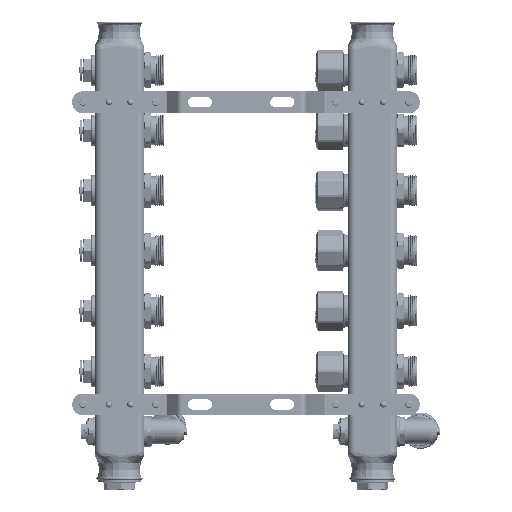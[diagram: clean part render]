
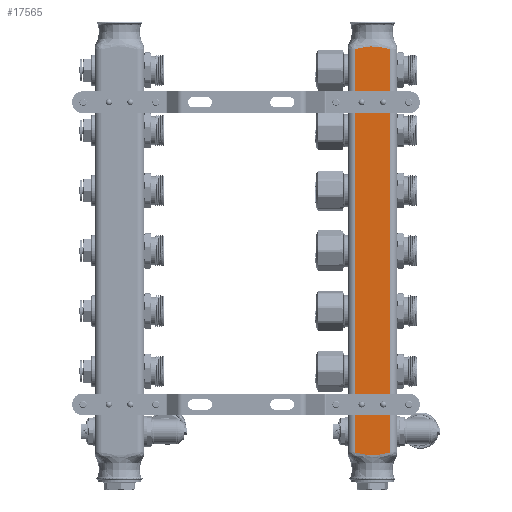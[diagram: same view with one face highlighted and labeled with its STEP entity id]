
A CAD part, front view. The second image highlights one B-rep face of the part: STEP entity #17565.
In plain terms, the highlighted face is planar.
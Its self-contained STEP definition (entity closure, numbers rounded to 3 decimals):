
#973 = CARTESIAN_POINT ( 'NONE',  ( 19.5, 4.893, -358.39 ) ) ;
#1655 = AXIS2_PLACEMENT_3D ( 'NONE', #25973, #19379, #55437 ) ;
#2454 = CARTESIAN_POINT ( 'NONE',  ( 19.5, 6.705, -19.908 ) ) ;
#3483 = LINE ( 'NONE', #85971, #10256 ) ;
#3698 = B_SPLINE_CURVE_WITH_KNOTS ( 'NONE', 3,
 ( #74286, #73979, #45434, #16300, #88443, #9684, #59845, #67713, #37932, #2454, #24444, #60441, #24149, #60151, #88133, #23534, #73677, #9058, #17221, #45130, #24738, #74896, #38219, #30748, #52645, #31962, #16904, #59230, #67091, #31341 ),
 .UNSPECIFIED., .F., .F.,
 ( 4, 2, 2, 2, 2, 2, 2, 2, 2, 2, 2, 2, 2, 2, 4 ),
 ( 0., 0.002, 0.003, 0.004, 0.007, 0.009, 0.011, 0.015, 0.018, 0.02, 0.022, 0.026, 0.027, 0.028, 0.029 ),
 .UNSPECIFIED. ) ;
#6972 = CARTESIAN_POINT ( 'NONE',  ( 19.5, 14.5, -356.426 ) ) ;
#9058 = CARTESIAN_POINT ( 'NONE',  ( 19.5, -4.27, -19.529 ) ) ;
#9684 = CARTESIAN_POINT ( 'NONE',  ( 19.5, 11.521, -20.849 ) ) ;
#10256 = VECTOR ( 'NONE', #86273, 1000. ) ;
#11574 = EDGE_CURVE ( 'NONE', #52814, #24503, #3698, .T. ) ;
#12016 = CARTESIAN_POINT ( 'NONE',  ( 19.5, 6.705, -358.092 ) ) ;
#12978 = CARTESIAN_POINT ( 'NONE',  ( 19.5, -12.419, -356.972 ) ) ;
#14749 = CARTESIAN_POINT ( 'NONE',  ( 19.5, 14.5, -356.426 ) ) ;
#15873 = CARTESIAN_POINT ( 'NONE',  ( 19.5, -11.215, -357.208 ) ) ;
#16300 = CARTESIAN_POINT ( 'NONE',  ( 19.5, 12.423, -21.029 ) ) ;
#16666 = CARTESIAN_POINT ( 'NONE',  ( 19.5, -14.5, -21.574 ) ) ;
#16729 = CARTESIAN_POINT ( 'NONE',  ( 19.5, -14.5, -189. ) ) ;
#16904 = CARTESIAN_POINT ( 'NONE',  ( 19.5, -12.419, -21.028 ) ) ;
#17003 = ORIENTED_EDGE ( 'NONE', *, *, #52273, .F. ) ;
#17221 = CARTESIAN_POINT ( 'NONE',  ( 19.5, -4.878, -19.608 ) ) ;
#17565 = ADVANCED_FACE ( 'NONE', ( #31523 ), #47261, .F. ) ;
#19379 = DIRECTION ( 'NONE',  ( -1., 0., 0. ) ) ;
#19926 = CARTESIAN_POINT ( 'NONE',  ( 19.5, -14.5, -356.426 ) ) ;
#20236 = CARTESIAN_POINT ( 'NONE',  ( 19.5, -13.313, -356.748 ) ) ;
#22144 = CARTESIAN_POINT ( 'NONE',  ( 19.5, 9.712, -357.491 ) ) ;
#23534 = CARTESIAN_POINT ( 'NONE',  ( 19.5, -1.22, -19.287 ) ) ;
#24149 = CARTESIAN_POINT ( 'NONE',  ( 19.5, 4.287, -19.531 ) ) ;
#24444 = CARTESIAN_POINT ( 'NONE',  ( 19.5, 6.103, -19.798 ) ) ;
#24503 = VERTEX_POINT ( 'NONE', #16666 ) ;
#24738 = CARTESIAN_POINT ( 'NONE',  ( 19.5, -6.697, -19.907 ) ) ;
#25973 = CARTESIAN_POINT ( 'NONE',  ( 19.5, 14.5, -189. ) ) ;
#26212 = ORIENTED_EDGE ( 'NONE', *, *, #85966, .F. ) ;
#27415 = CARTESIAN_POINT ( 'NONE',  ( 19.5, 6.103, -358.202 ) ) ;
#29862 = B_SPLINE_CURVE_WITH_KNOTS ( 'NONE', 3,
 ( #6972, #85127, #49663, #35536, #61666, #71401, #57274, #22144, #39007, #12016, #27415, #973, #62402, #42323, #65829, #59488, #79925, #73933, #82678, #73218, #83875, #75620, #72525, #15873, #74516, #91105, #12978, #20236, #41547, #19926 ),
 .UNSPECIFIED., .F., .F.,
 ( 4, 2, 2, 2, 2, 2, 2, 2, 2, 2, 2, 2, 2, 2, 4 ),
 ( 0., 0.002, 0.003, 0.004, 0.007, 0.009, 0.011, 0.015, 0.018, 0.02, 0.022, 0.026, 0.027, 0.028, 0.029 ),
 .UNSPECIFIED. ) ;
#30748 = CARTESIAN_POINT ( 'NONE',  ( 19.5, -11.215, -20.792 ) ) ;
#31341 = CARTESIAN_POINT ( 'NONE',  ( 19.5, -14.5, -21.574 ) ) ;
#31523 = FACE_OUTER_BOUND ( 'NONE', #71016, .T. ) ;
#31962 = CARTESIAN_POINT ( 'NONE',  ( 19.5, -12.121, -20.957 ) ) ;
#33867 = VECTOR ( 'NONE', #51560, 1000. ) ;
#35536 = CARTESIAN_POINT ( 'NONE',  ( 19.5, 12.423, -356.971 ) ) ;
#37932 = CARTESIAN_POINT ( 'NONE',  ( 19.5, 8.511, -20.258 ) ) ;
#38219 = CARTESIAN_POINT ( 'NONE',  ( 19.5, -9.706, -20.508 ) ) ;
#39007 = CARTESIAN_POINT ( 'NONE',  ( 19.5, 8.511, -357.742 ) ) ;
#41547 = CARTESIAN_POINT ( 'NONE',  ( 19.5, -13.907, -356.589 ) ) ;
#42323 = CARTESIAN_POINT ( 'NONE',  ( 19.5, 2.461, -358.655 ) ) ;
#43072 = EDGE_CURVE ( 'NONE', #44125, #52814, #3483, .T. ) ;
#44125 = VERTEX_POINT ( 'NONE', #14749 ) ;
#44186 = ORIENTED_EDGE ( 'NONE', *, *, #43072, .T. ) ;
#45130 = CARTESIAN_POINT ( 'NONE',  ( 19.5, -6.093, -19.796 ) ) ;
#45434 = CARTESIAN_POINT ( 'NONE',  ( 19.5, 13.315, -21.252 ) ) ;
#47261 = PLANE ( 'NONE',  #1655 ) ;
#49663 = CARTESIAN_POINT ( 'NONE',  ( 19.5, 13.315, -356.748 ) ) ;
#51560 = DIRECTION ( 'NONE',  ( 0., 0., 1. ) ) ;
#52273 = EDGE_CURVE ( 'NONE', #44125, #55556, #29862, .T. ) ;
#52645 = CARTESIAN_POINT ( 'NONE',  ( 19.5, -11.516, -20.848 ) ) ;
#52814 = VERTEX_POINT ( 'NONE', #68158 ) ;
#55437 = DIRECTION ( 'NONE',  ( 0., -1., 0. ) ) ;
#55556 = VERTEX_POINT ( 'NONE', #75095 ) ;
#57274 = CARTESIAN_POINT ( 'NONE',  ( 19.5, 11.219, -357.207 ) ) ;
#59230 = CARTESIAN_POINT ( 'NONE',  ( 19.5, -13.313, -21.252 ) ) ;
#59488 = CARTESIAN_POINT ( 'NONE',  ( 19.5, -1.22, -358.713 ) ) ;
#59845 = CARTESIAN_POINT ( 'NONE',  ( 19.5, 11.219, -20.793 ) ) ;
#60151 = CARTESIAN_POINT ( 'NONE',  ( 19.5, 2.461, -19.345 ) ) ;
#60441 = CARTESIAN_POINT ( 'NONE',  ( 19.5, 4.893, -19.61 ) ) ;
#61666 = CARTESIAN_POINT ( 'NONE',  ( 19.5, 12.124, -357.043 ) ) ;
#62402 = CARTESIAN_POINT ( 'NONE',  ( 19.5, 4.287, -358.469 ) ) ;
#65829 = CARTESIAN_POINT ( 'NONE',  ( 19.5, 1.232, -358.712 ) ) ;
#67091 = CARTESIAN_POINT ( 'NONE',  ( 19.5, -13.907, -21.411 ) ) ;
#67713 = CARTESIAN_POINT ( 'NONE',  ( 19.5, 9.712, -20.509 ) ) ;
#68158 = CARTESIAN_POINT ( 'NONE',  ( 19.5, 14.5, -21.574 ) ) ;
#68454 = ORIENTED_EDGE ( 'NONE', *, *, #11574, .T. ) ;
#70868 = LINE ( 'NONE', #16729, #33867 ) ;
#71016 = EDGE_LOOP ( 'NONE', ( #44186, #68454, #26212, #17003 ) ) ;
#71401 = CARTESIAN_POINT ( 'NONE',  ( 19.5, 11.521, -357.151 ) ) ;
#72525 = CARTESIAN_POINT ( 'NONE',  ( 19.5, -9.706, -357.492 ) ) ;
#73218 = CARTESIAN_POINT ( 'NONE',  ( 19.5, -6.093, -358.204 ) ) ;
#73677 = CARTESIAN_POINT ( 'NONE',  ( 19.5, -2.442, -19.344 ) ) ;
#73933 = CARTESIAN_POINT ( 'NONE',  ( 19.5, -4.27, -358.471 ) ) ;
#73979 = CARTESIAN_POINT ( 'NONE',  ( 19.5, 13.908, -21.412 ) ) ;
#74286 = CARTESIAN_POINT ( 'NONE',  ( 19.5, 14.5, -21.574 ) ) ;
#74516 = CARTESIAN_POINT ( 'NONE',  ( 19.5, -11.516, -357.152 ) ) ;
#74896 = CARTESIAN_POINT ( 'NONE',  ( 19.5, -8.505, -20.256 ) ) ;
#75095 = CARTESIAN_POINT ( 'NONE',  ( 19.5, -14.5, -356.426 ) ) ;
#75620 = CARTESIAN_POINT ( 'NONE',  ( 19.5, -8.505, -357.744 ) ) ;
#79925 = CARTESIAN_POINT ( 'NONE',  ( 19.5, -2.442, -358.656 ) ) ;
#82678 = CARTESIAN_POINT ( 'NONE',  ( 19.5, -4.878, -358.392 ) ) ;
#83875 = CARTESIAN_POINT ( 'NONE',  ( 19.5, -6.697, -358.093 ) ) ;
#85127 = CARTESIAN_POINT ( 'NONE',  ( 19.5, 13.908, -356.588 ) ) ;
#85966 = EDGE_CURVE ( 'NONE', #55556, #24503, #70868, .T. ) ;
#85971 = CARTESIAN_POINT ( 'NONE',  ( 19.5, 14.5, -189. ) ) ;
#86273 = DIRECTION ( 'NONE',  ( 0., 0., 1. ) ) ;
#88133 = CARTESIAN_POINT ( 'NONE',  ( 19.5, 1.232, -19.288 ) ) ;
#88443 = CARTESIAN_POINT ( 'NONE',  ( 19.5, 12.124, -20.957 ) ) ;
#91105 = CARTESIAN_POINT ( 'NONE',  ( 19.5, -12.121, -357.043 ) ) ;
